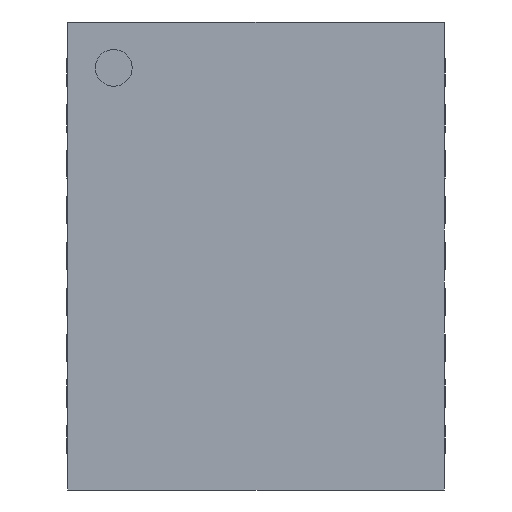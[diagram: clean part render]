
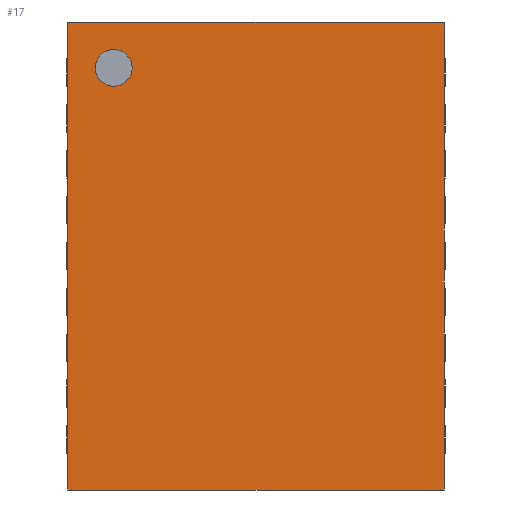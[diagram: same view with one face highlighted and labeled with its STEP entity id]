
A CAD part, front view. The second image highlights one B-rep face of the part: STEP entity #17.
In plain terms, the highlighted planar face has unit normal (0, -1, 0).
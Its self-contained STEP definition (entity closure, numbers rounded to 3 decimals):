
#17 = ADVANCED_FACE('',(#18,#38),#72,.T.);
#18 = FACE_BOUND('',#19,.T.);
#19 = EDGE_LOOP('',(#20,#31));
#20 = ORIENTED_EDGE('',*,*,#21,.T.);
#21 = EDGE_CURVE('',#22,#24,#26,.T.);
#22 = VERTEX_POINT('',#23);
#23 = CARTESIAN_POINT('',(-1.55,-0.8,2.25));
#24 = VERTEX_POINT('',#25);
#25 = CARTESIAN_POINT('',(-1.55,-0.8,1.85));
#26 = CIRCLE('',#27,0.2);
#27 = AXIS2_PLACEMENT_3D('',#28,#29,#30);
#28 = CARTESIAN_POINT('',(-1.55,-0.8,2.05));
#29 = DIRECTION('',(0.,1.,0.));
#30 = DIRECTION('',(0.,0.,1.));
#31 = ORIENTED_EDGE('',*,*,#32,.T.);
#32 = EDGE_CURVE('',#24,#22,#33,.T.);
#33 = CIRCLE('',#34,0.2);
#34 = AXIS2_PLACEMENT_3D('',#35,#36,#37);
#35 = CARTESIAN_POINT('',(-1.55,-0.8,2.05));
#36 = DIRECTION('',(0.,1.,0.));
#37 = DIRECTION('',(0.,0.,1.));
#38 = FACE_BOUND('',#39,.T.);
#39 = EDGE_LOOP('',(#40,#50,#58,#66));
#40 = ORIENTED_EDGE('',*,*,#41,.F.);
#41 = EDGE_CURVE('',#42,#44,#46,.T.);
#42 = VERTEX_POINT('',#43);
#43 = CARTESIAN_POINT('',(-2.05,-0.8,2.55));
#44 = VERTEX_POINT('',#45);
#45 = CARTESIAN_POINT('',(2.05,-0.8,2.55));
#46 = LINE('',#47,#48);
#47 = CARTESIAN_POINT('',(-2.05,-0.8,2.55));
#48 = VECTOR('',#49,1.);
#49 = DIRECTION('',(1.,0.,0.));
#50 = ORIENTED_EDGE('',*,*,#51,.F.);
#51 = EDGE_CURVE('',#52,#42,#54,.T.);
#52 = VERTEX_POINT('',#53);
#53 = CARTESIAN_POINT('',(-2.05,-0.8,-2.55));
#54 = LINE('',#55,#56);
#55 = CARTESIAN_POINT('',(-2.05,-0.8,-1.55));
#56 = VECTOR('',#57,1.);
#57 = DIRECTION('',(0.,0.,1.));
#58 = ORIENTED_EDGE('',*,*,#59,.F.);
#59 = EDGE_CURVE('',#60,#52,#62,.T.);
#60 = VERTEX_POINT('',#61);
#61 = CARTESIAN_POINT('',(2.05,-0.8,-2.55));
#62 = LINE('',#63,#64);
#63 = CARTESIAN_POINT('',(1.05,-0.8,-2.55));
#64 = VECTOR('',#65,1.);
#65 = DIRECTION('',(-1.,0.,0.));
#66 = ORIENTED_EDGE('',*,*,#67,.F.);
#67 = EDGE_CURVE('',#44,#60,#68,.T.);
#68 = LINE('',#69,#70);
#69 = CARTESIAN_POINT('',(2.05,-0.8,2.55));
#70 = VECTOR('',#71,1.);
#71 = DIRECTION('',(0.,0.,-1.));
#72 = PLANE('',#73);
#73 = AXIS2_PLACEMENT_3D('',#74,#75,#76);
#74 = CARTESIAN_POINT('',(-2.05,-0.8,2.55));
#75 = DIRECTION('',(0.,-1.,0.));
#76 = DIRECTION('',(0.,0.,-1.));
